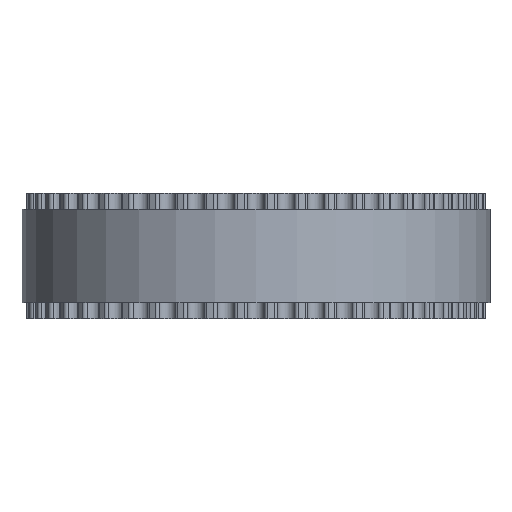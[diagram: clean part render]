
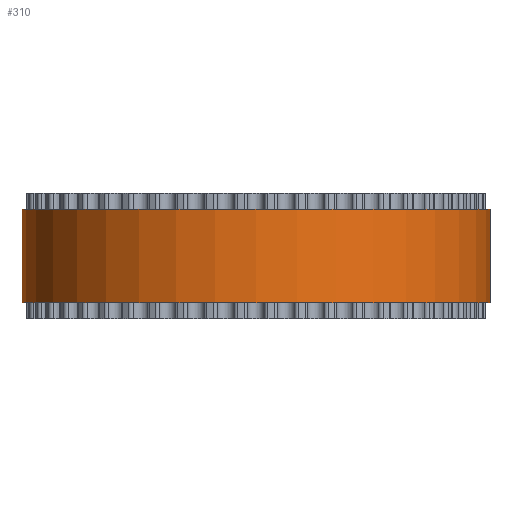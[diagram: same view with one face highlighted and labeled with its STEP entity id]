
A CAD part, front view. The second image highlights one B-rep face of the part: STEP entity #310.
In plain terms, the highlighted cylindrical face has radius 14.961 mm (diameter 29.921 mm), a full revolution.
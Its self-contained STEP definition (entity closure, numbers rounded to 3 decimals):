
#97=FACE_BOUND('',#880,.T.);
#98=FACE_BOUND('',#881,.T.);
#310=ADVANCED_FACE('',(#97,#98),#499,.T.);
#499=CYLINDRICAL_SURFACE('',#4279,14.961);
#880=EDGE_LOOP('',(#2386));
#881=EDGE_LOOP('',(#2387));
#2386=ORIENTED_EDGE('',*,*,#3330,.T.);
#2387=ORIENTED_EDGE('',*,*,#3331,.T.);
#2764=VERTEX_POINT('',#6740);
#2765=VERTEX_POINT('',#6742);
#3330=EDGE_CURVE('',#2764,#2764,#3708,.T.);
#3331=EDGE_CURVE('',#2765,#2765,#3709,.T.);
#3708=CIRCLE('',#4277,14.961);
#3709=CIRCLE('',#4278,14.961);
#4277=AXIS2_PLACEMENT_3D('',#6739,#5602,#5603);
#4278=AXIS2_PLACEMENT_3D('',#6741,#5604,#5605);
#4279=AXIS2_PLACEMENT_3D('',#6743,#5606,#5607);
#5602=DIRECTION('',(0.,0.,1.));
#5603=DIRECTION('',(1.,0.,0.));
#5604=DIRECTION('',(0.,0.,-1.));
#5605=DIRECTION('',(1.,0.,0.));
#5606=DIRECTION('',(0.,0.,1.));
#5607=DIRECTION('',(1.,0.,0.));
#6739=CARTESIAN_POINT('',(0.,0.,1.));
#6740=CARTESIAN_POINT('',(14.961,0.,1.));
#6741=CARTESIAN_POINT('',(0.,0.,7.));
#6742=CARTESIAN_POINT('',(14.961,0.,7.));
#6743=CARTESIAN_POINT('',(0.,0.,1.));
